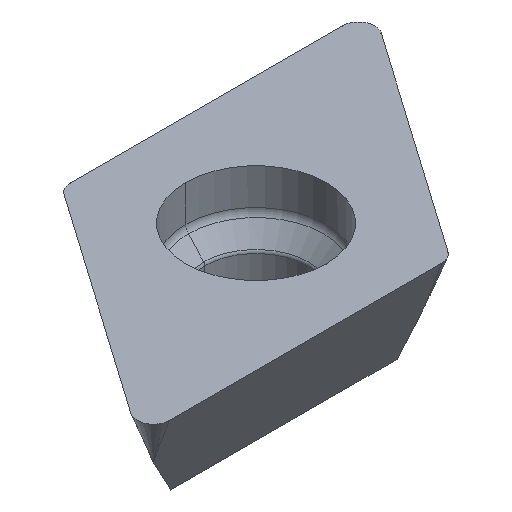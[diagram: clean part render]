
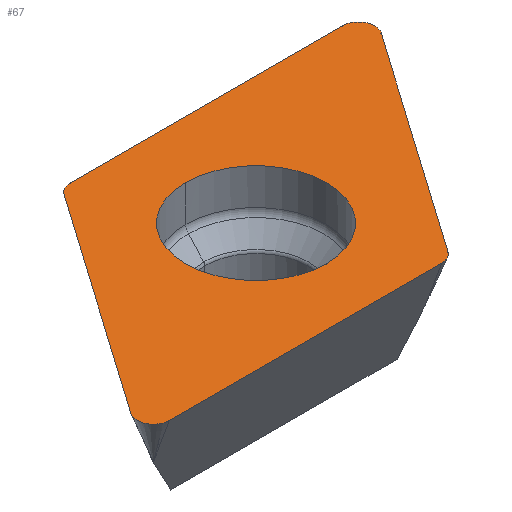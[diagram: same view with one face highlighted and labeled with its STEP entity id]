
A CAD part, isometric view. The second image highlights one B-rep face of the part: STEP entity #67.
In plain terms, the highlighted planar face has unit normal (0, 0, 1).
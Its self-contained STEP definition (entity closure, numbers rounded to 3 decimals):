
#67=ADVANCED_FACE('',(#93,#94),#87,.T.);
#87=PLANE('',#518);
#93=FACE_BOUND('',#97,.T.);
#94=FACE_BOUND('',#98,.T.);
#97=EDGE_LOOP('',(#119,#120,#121,#122,#123,#124,#125,#126,#127,#128));
#98=EDGE_LOOP('',(#129,#130));
#119=ORIENTED_EDGE('',*,*,#269,.F.);
#120=ORIENTED_EDGE('',*,*,#270,.F.);
#121=ORIENTED_EDGE('',*,*,#271,.F.);
#122=ORIENTED_EDGE('',*,*,#272,.F.);
#123=ORIENTED_EDGE('',*,*,#273,.F.);
#124=ORIENTED_EDGE('',*,*,#274,.F.);
#125=ORIENTED_EDGE('',*,*,#275,.F.);
#126=ORIENTED_EDGE('',*,*,#276,.F.);
#127=ORIENTED_EDGE('',*,*,#277,.F.);
#128=ORIENTED_EDGE('',*,*,#278,.F.);
#129=ORIENTED_EDGE('',*,*,#279,.F.);
#130=ORIENTED_EDGE('',*,*,#280,.F.);
#231=VERTEX_POINT('',#727);
#232=VERTEX_POINT('',#728);
#233=VERTEX_POINT('',#730);
#234=VERTEX_POINT('',#732);
#235=VERTEX_POINT('',#734);
#236=VERTEX_POINT('',#736);
#237=VERTEX_POINT('',#738);
#238=VERTEX_POINT('',#740);
#239=VERTEX_POINT('',#742);
#240=VERTEX_POINT('',#744);
#241=VERTEX_POINT('',#747);
#242=VERTEX_POINT('',#748);
#269=EDGE_CURVE('',#231,#232,#403,.T.);
#270=EDGE_CURVE('',#233,#231,#333,.T.);
#271=EDGE_CURVE('',#234,#233,#404,.T.);
#272=EDGE_CURVE('',#235,#234,#334,.T.);
#273=EDGE_CURVE('',#236,#235,#335,.T.);
#274=EDGE_CURVE('',#237,#236,#405,.T.);
#275=EDGE_CURVE('',#238,#237,#336,.T.);
#276=EDGE_CURVE('',#239,#238,#406,.T.);
#277=EDGE_CURVE('',#240,#239,#337,.T.);
#278=EDGE_CURVE('',#232,#240,#338,.T.);
#279=EDGE_CURVE('',#241,#242,#339,.T.);
#280=EDGE_CURVE('',#242,#241,#340,.T.);
#333=CIRCLE('',#510,0.8);
#334=CIRCLE('',#511,0.8);
#335=CIRCLE('',#512,0.8);
#336=CIRCLE('',#513,0.8);
#337=CIRCLE('',#514,0.8);
#338=CIRCLE('',#515,0.8);
#339=CIRCLE('',#516,3.5);
#340=CIRCLE('',#517,3.5);
#403=LINE('',#726,#433);
#404=LINE('',#731,#434);
#405=LINE('',#737,#435);
#406=LINE('',#741,#436);
#433=VECTOR('',#584,1.);
#434=VECTOR('',#587,1.);
#435=VECTOR('',#592,1.);
#436=VECTOR('',#595,1.);
#510=AXIS2_PLACEMENT_3D('',#729,#585,#586);
#511=AXIS2_PLACEMENT_3D('',#733,#588,#589);
#512=AXIS2_PLACEMENT_3D('',#735,#590,#591);
#513=AXIS2_PLACEMENT_3D('',#739,#593,#594);
#514=AXIS2_PLACEMENT_3D('',#743,#596,#597);
#515=AXIS2_PLACEMENT_3D('',#745,#598,#599);
#516=AXIS2_PLACEMENT_3D('',#746,#600,#601);
#517=AXIS2_PLACEMENT_3D('',#749,#602,#603);
#518=AXIS2_PLACEMENT_3D('',#750,#604,#605);
#584=DIRECTION('',(1.,0.,0.));
#585=DIRECTION('',(0.,0.,-1.));
#586=DIRECTION('',(-0.819,0.574,0.));
#587=DIRECTION('',(0.574,0.819,0.));
#588=DIRECTION('',(0.,0.,-1.));
#589=DIRECTION('',(-1.,0.,0.));
#590=DIRECTION('',(0.,0.,-1.));
#591=DIRECTION('',(0.,-1.,0.));
#592=DIRECTION('',(-1.,0.,0.));
#593=DIRECTION('',(0.,0.,-1.));
#594=DIRECTION('',(0.819,-0.574,0.));
#595=DIRECTION('',(-0.574,-0.819,0.));
#596=DIRECTION('',(0.,0.,-1.));
#597=DIRECTION('',(1.,0.,0.));
#598=DIRECTION('',(0.,0.,-1.));
#599=DIRECTION('',(0.,1.,0.));
#600=DIRECTION('',(0.,0.,1.));
#601=DIRECTION('',(0.,1.,0.));
#602=DIRECTION('',(0.,0.,1.));
#603=DIRECTION('',(0.,-1.,0.));
#604=DIRECTION('',(0.,0.,1.));
#605=DIRECTION('',(-1.,0.,0.));
#726=CARTESIAN_POINT('',(-2.889,6.35,0.));
#727=CARTESIAN_POINT('',(-2.889,6.35,0.));
#728=CARTESIAN_POINT('',(10.661,6.35,0.));
#729=CARTESIAN_POINT('',(-2.889,5.55,0.));
#730=CARTESIAN_POINT('',(-3.544,6.009,0.));
#731=CARTESIAN_POINT('',(-11.317,-5.091,0.));
#732=CARTESIAN_POINT('',(-11.317,-5.091,0.));
#733=CARTESIAN_POINT('',(-10.661,-5.55,0.));
#734=CARTESIAN_POINT('',(-11.461,-5.55,0.));
#735=CARTESIAN_POINT('',(-10.661,-5.55,0.));
#736=CARTESIAN_POINT('',(-10.661,-6.35,0.));
#737=CARTESIAN_POINT('',(2.889,-6.35,0.));
#738=CARTESIAN_POINT('',(2.889,-6.35,0.));
#739=CARTESIAN_POINT('',(2.889,-5.55,0.));
#740=CARTESIAN_POINT('',(3.544,-6.009,0.));
#741=CARTESIAN_POINT('',(11.317,5.091,0.));
#742=CARTESIAN_POINT('',(11.317,5.091,0.));
#743=CARTESIAN_POINT('',(10.661,5.55,0.));
#744=CARTESIAN_POINT('',(11.461,5.55,0.));
#745=CARTESIAN_POINT('',(10.661,5.55,0.));
#746=CARTESIAN_POINT('',(0.,0.,0.));
#747=CARTESIAN_POINT('',(0.,3.5,0.));
#748=CARTESIAN_POINT('',(0.,-3.5,0.));
#749=CARTESIAN_POINT('',(0.,0.,0.));
#750=CARTESIAN_POINT('',(0.,0.,0.));
